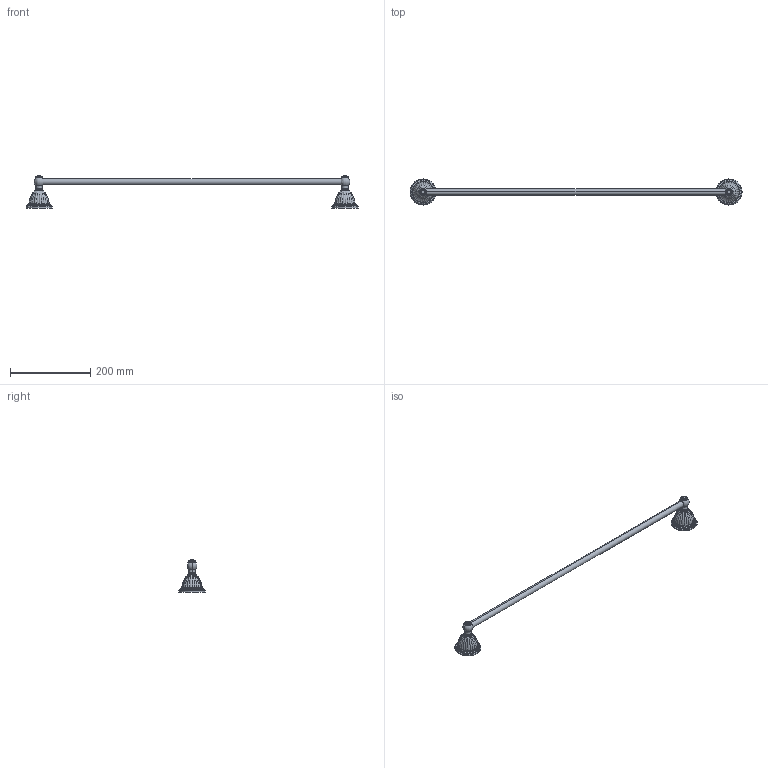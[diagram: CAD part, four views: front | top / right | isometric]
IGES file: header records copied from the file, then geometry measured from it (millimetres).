
Start section:  PTC IGES file: 22-03.igs
Global section: file name: 22-03.igs; native system: Pro/ENGINEER by Parametric Technology Corporation; preprocessor: 2009300; author: ramkumar; organization: Unknown; date: 20100819.152929; units: inch
Bounding box: 829.87 x 65.28 x 80.39 mm (x, y, z)
Surface area: 71720.7 mm2 (no closed solid volume)
Topology: 0 solids, 15 shells, 330 faces, 1160 edges, 680 vertices
Faces by surface type: revolution 214, bspline 116
